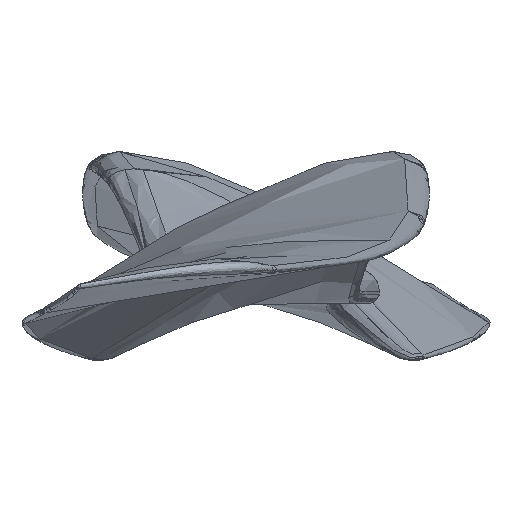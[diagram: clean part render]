
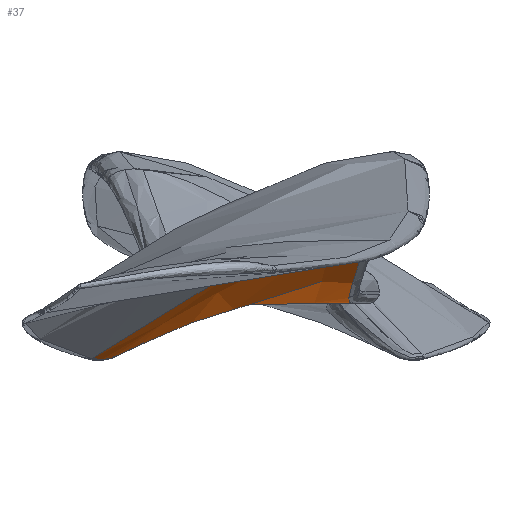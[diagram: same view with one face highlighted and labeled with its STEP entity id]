
A CAD part, left-side view. The second image highlights one B-rep face of the part: STEP entity #37.
In plain terms, the highlighted free-form (B-spline) face has degree [5, 6] with [6, 7] control points.
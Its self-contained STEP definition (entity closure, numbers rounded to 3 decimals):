
#37=ADVANCED_FACE('',(#65),#485,.T.);
#65=FACE_OUTER_BOUND('',#93,.T.);
#93=EDGE_LOOP('',(#219,#220,#221,#222));
#219=ORIENTED_EDGE('',*,*,#314,.T.);
#220=ORIENTED_EDGE('',*,*,#317,.F.);
#221=ORIENTED_EDGE('',*,*,#318,.T.);
#222=ORIENTED_EDGE('',*,*,#327,.F.);
#314=EDGE_CURVE('',#451,#424,#392,.T.);
#317=EDGE_CURVE('',#426,#424,#395,.T.);
#318=EDGE_CURVE('',#426,#454,#396,.T.);
#327=EDGE_CURVE('',#451,#454,#405,.T.);
#392=B_SPLINE_CURVE_WITH_KNOTS('',5,(#3093,#3094,#3095,#3096,#3097,#3098),
 .UNSPECIFIED.,.F.,.F.,(6,6),(0.05,0.953),
 .UNSPECIFIED.);
#395=B_SPLINE_CURVE_WITH_KNOTS('',3,(#3139,#3140,#3141,#3142,#3143,#3144,
#3145,#3146,#3147,#3148,#3149,#3150,#3151,#3152,#3153,#3154,#3155,#3156,
#3157,#3158,#3159,#3160,#3161,#3162,#3163,#3164,#3165,#3166,#3167,#3168,
#3169,#3170,#3171,#3172),.UNSPECIFIED.,.F.,.F.,(4,3,3,3,3,3,3,3,3,3,3,4),
(0.,1.713,3.832,8.979,15.397,22.528,
29.463,35.33,39.692,41.371,42.114,
42.685),.UNSPECIFIED.);
#396=B_SPLINE_CURVE_WITH_KNOTS('',5,(#3173,#3174,#3175,#3176,#3177,#3178),
 .UNSPECIFIED.,.F.,.F.,(6,6),(2.086,45.961),
 .UNSPECIFIED.);
#405=B_SPLINE_CURVE_WITH_KNOTS('',3,(#3311,#3312,#3313,#3314,#3315,#3316,
#3317,#3318,#3319,#3320,#3321,#3322,#3323,#3324,#3325,#3326,#3327,#3328,
#3329,#3330,#3331,#3332),.UNSPECIFIED.,.F.,.F.,(4,2,2,2,2,2,2,2,2,2,4),
(79.253,80.179,82.088,83.997,87.815,
91.633,99.269,106.905,114.541,118.359,
122.177),.UNSPECIFIED.);
#424=VERTEX_POINT('',#2458);
#426=VERTEX_POINT('',#2460);
#451=VERTEX_POINT('',#2485);
#454=VERTEX_POINT('',#2488);
#485=B_SPLINE_SURFACE_WITH_KNOTS('',5,6,((#1883,#1884,#1885,#1886,#1887,
#1888,#1889),(#1890,#1891,#1892,#1893,#1894,#1895,#1896),(#1897,#1898,#1899,
#1900,#1901,#1902,#1903),(#1904,#1905,#1906,#1907,#1908,#1909,#1910),(#1911,
#1912,#1913,#1914,#1915,#1916,#1917),(#1918,#1919,#1920,#1921,#1922,#1923,
#1924)),.UNSPECIFIED.,.F.,.F.,.F.,(6,6),(7,7),(0.,46.008),(0.,
43.447),.UNSPECIFIED.);
#1883=CARTESIAN_POINT('',(-58.666,-14.843,11.755));
#1884=CARTESIAN_POINT('',(-53.696,-14.035,10.724));
#1885=CARTESIAN_POINT('',(-48.651,-13.312,9.527));
#1886=CARTESIAN_POINT('',(-37.719,-11.721,2.923));
#1887=CARTESIAN_POINT('',(-25.192,-10.422,0.));
#1888=CARTESIAN_POINT('',(-21.783,-10.983,0.));
#1889=CARTESIAN_POINT('',(-18.,-11.604,0.));
#1890=CARTESIAN_POINT('',(-58.666,-11.212,9.596));
#1891=CARTESIAN_POINT('',(-53.719,-10.402,8.455));
#1892=CARTESIAN_POINT('',(-48.805,-9.668,7.084));
#1893=CARTESIAN_POINT('',(-36.946,-8.245,-0.428));
#1894=CARTESIAN_POINT('',(-25.495,-6.614,0.));
#1895=CARTESIAN_POINT('',(-21.792,-6.979,0.));
#1896=CARTESIAN_POINT('',(-18.,-7.33,0.));
#1897=CARTESIAN_POINT('',(-58.666,-3.671,7.169));
#1898=CARTESIAN_POINT('',(-53.532,-4.09,5.861));
#1899=CARTESIAN_POINT('',(-48.45,-4.618,4.317));
#1900=CARTESIAN_POINT('',(-38.311,-4.558,-1.362));
#1901=CARTESIAN_POINT('',(-26.5,-2.805,0.));
#1902=CARTESIAN_POINT('',(-21.866,-2.991,0.));
#1903=CARTESIAN_POINT('',(-18.,-3.055,0.));
#1904=CARTESIAN_POINT('',(-58.666,5.004,2.698));
#1905=CARTESIAN_POINT('',(-53.89,5.309,1.17));
#1906=CARTESIAN_POINT('',(-49.165,5.509,-0.549));
#1907=CARTESIAN_POINT('',(-38.826,2.73,-2.528));
#1908=CARTESIAN_POINT('',(-26.494,0.359,0.));
#1909=CARTESIAN_POINT('',(-22.03,0.881,0.));
#1910=CARTESIAN_POINT('',(-18.,1.219,0.));
#1911=CARTESIAN_POINT('',(-58.666,9.701,-0.237));
#1912=CARTESIAN_POINT('',(-53.537,9.709,-1.763));
#1913=CARTESIAN_POINT('',(-48.438,9.623,-3.426));
#1914=CARTESIAN_POINT('',(-37.019,6.429,-3.517));
#1915=CARTESIAN_POINT('',(-26.015,3.889,0.));
#1916=CARTESIAN_POINT('',(-22.032,4.684,0.));
#1917=CARTESIAN_POINT('',(-18.,5.494,0.));
#1918=CARTESIAN_POINT('',(-58.666,17.806,-6.003));
#1919=CARTESIAN_POINT('',(-53.532,16.436,-6.361));
#1920=CARTESIAN_POINT('',(-48.4,15.003,-6.8));
#1921=CARTESIAN_POINT('',(-37.072,10.368,-3.492));
#1922=CARTESIAN_POINT('',(-26.174,6.885,0.));
#1923=CARTESIAN_POINT('',(-22.107,8.32,0.));
#1924=CARTESIAN_POINT('',(-18.,9.768,0.));
#2458=CARTESIAN_POINT('',(-18.,-10.591,0.));
#2460=CARTESIAN_POINT('',(-58.666,-13.942,11.259));
#2485=CARTESIAN_POINT('',(-18.,8.708,0.));
#2488=CARTESIAN_POINT('',(-58.666,17.765,-5.974));
#3093=CARTESIAN_POINT('',(-18.,8.708,0.));
#3094=CARTESIAN_POINT('',(-18.,4.848,0.));
#3095=CARTESIAN_POINT('',(-18.,0.988,0.));
#3096=CARTESIAN_POINT('',(-18.,-2.872,0.));
#3097=CARTESIAN_POINT('',(-18.,-6.731,0.));
#3098=CARTESIAN_POINT('',(-18.,-10.591,0.));
#3139=CARTESIAN_POINT('',(-58.666,-13.942,11.259));
#3140=CARTESIAN_POINT('',(-58.102,-13.852,11.138));
#3141=CARTESIAN_POINT('',(-57.576,-13.769,11.023));
#3142=CARTESIAN_POINT('',(-57.015,-13.682,10.886));
#3143=CARTESIAN_POINT('',(-56.329,-13.575,10.72));
#3144=CARTESIAN_POINT('',(-55.67,-13.473,10.541));
#3145=CARTESIAN_POINT('',(-54.993,-13.371,10.339));
#3146=CARTESIAN_POINT('',(-53.384,-13.129,9.86));
#3147=CARTESIAN_POINT('',(-51.747,-12.891,9.269));
#3148=CARTESIAN_POINT('',(-50.174,-12.668,8.676));
#3149=CARTESIAN_POINT('',(-48.19,-12.387,7.928));
#3150=CARTESIAN_POINT('',(-46.217,-12.117,7.146));
#3151=CARTESIAN_POINT('',(-44.236,-11.856,6.383));
#3152=CARTESIAN_POINT('',(-42.024,-11.565,5.532));
#3153=CARTESIAN_POINT('',(-39.832,-11.29,4.714));
#3154=CARTESIAN_POINT('',(-37.586,-11.033,3.945));
#3155=CARTESIAN_POINT('',(-35.413,-10.785,3.201));
#3156=CARTESIAN_POINT('',(-33.216,-10.557,2.51));
#3157=CARTESIAN_POINT('',(-30.992,-10.378,1.91));
#3158=CARTESIAN_POINT('',(-29.114,-10.226,1.404));
#3159=CARTESIAN_POINT('',(-27.205,-10.11,0.958));
#3160=CARTESIAN_POINT('',(-25.283,-10.078,0.619));
#3161=CARTESIAN_POINT('',(-23.852,-10.054,0.366));
#3162=CARTESIAN_POINT('',(-22.412,-10.076,0.172));
#3163=CARTESIAN_POINT('',(-20.966,-10.202,0.076));
#3164=CARTESIAN_POINT('',(-20.406,-10.251,0.039));
#3165=CARTESIAN_POINT('',(-19.856,-10.314,0.017));
#3166=CARTESIAN_POINT('',(-19.299,-10.393,0.008));
#3167=CARTESIAN_POINT('',(-19.053,-10.427,0.004));
#3168=CARTESIAN_POINT('',(-18.81,-10.464,0.002));
#3169=CARTESIAN_POINT('',(-18.565,-10.503,0.001));
#3170=CARTESIAN_POINT('',(-18.376,-10.532,0.));
#3171=CARTESIAN_POINT('',(-18.188,-10.561,0.));
#3172=CARTESIAN_POINT('',(-18.,-10.591,0.));
#3173=CARTESIAN_POINT('',(-58.666,-13.942,11.259));
#3174=CARTESIAN_POINT('',(-58.666,-9.837,9.135));
#3175=CARTESIAN_POINT('',(-58.666,-2.531,6.575));
#3176=CARTESIAN_POINT('',(-58.666,5.411,2.439));
#3177=CARTESIAN_POINT('',(-58.666,10.048,-0.486));
#3178=CARTESIAN_POINT('',(-58.666,17.765,-5.974));
#3311=CARTESIAN_POINT('',(-18.,8.708,0.));
#3312=CARTESIAN_POINT('',(-18.291,8.606,0.));
#3313=CARTESIAN_POINT('',(-18.583,8.505,-0.001));
#3314=CARTESIAN_POINT('',(-19.482,8.216,-0.008));
#3315=CARTESIAN_POINT('',(-20.099,8.052,-0.028));
#3316=CARTESIAN_POINT('',(-21.345,7.806,-0.108));
#3317=CARTESIAN_POINT('',(-21.975,7.725,-0.168));
#3318=CARTESIAN_POINT('',(-23.867,7.597,-0.393));
#3319=CARTESIAN_POINT('',(-25.128,7.657,-0.599));
#3320=CARTESIAN_POINT('',(-27.617,7.931,-1.053));
#3321=CARTESIAN_POINT('',(-28.847,8.153,-1.302));
#3322=CARTESIAN_POINT('',(-32.496,8.971,-2.077));
#3323=CARTESIAN_POINT('',(-34.88,9.688,-2.629));
#3324=CARTESIAN_POINT('',(-39.598,11.256,-3.722));
#3325=CARTESIAN_POINT('',(-41.936,12.107,-4.267));
#3326=CARTESIAN_POINT('',(-46.626,13.831,-5.24));
#3327=CARTESIAN_POINT('',(-48.981,14.704,-5.671));
#3328=CARTESIAN_POINT('',(-52.574,15.945,-6.047));
#3329=CARTESIAN_POINT('',(-53.781,16.345,-6.121));
#3330=CARTESIAN_POINT('',(-56.215,17.094,-6.135));
#3331=CARTESIAN_POINT('',(-57.439,17.439,-6.063));
#3332=CARTESIAN_POINT('',(-58.666,17.765,-5.974));
